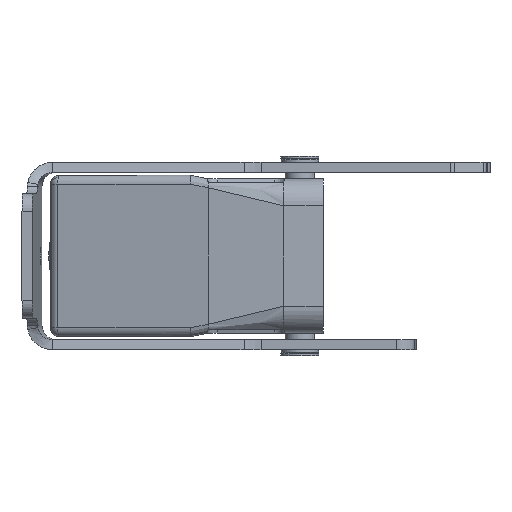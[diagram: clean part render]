
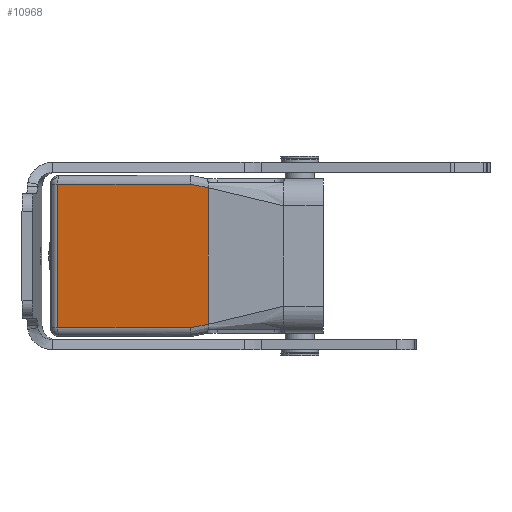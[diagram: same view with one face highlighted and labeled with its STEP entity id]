
A CAD part, left-side view. The second image highlights one B-rep face of the part: STEP entity #10968.
In plain terms, the highlighted planar face has unit normal (-0.982, 0.191, 0).
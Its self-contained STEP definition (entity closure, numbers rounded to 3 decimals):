
#1128=CARTESIAN_POINT('',(-63.811,-7.188,
-19.));
#1226=DIRECTION('',(-0.187,-0.963,0.193));
#1227=VECTOR('',#1226,5.191);
#1228=CARTESIAN_POINT('',(-62.839,-2.187,
-20.));
#1229=LINE('',#1228,#1227);
#1230=DIRECTION('',(0.187,0.963,0.193));
#1231=VECTOR('',#1230,5.191);
#1232=CARTESIAN_POINT('',(-63.811,-7.188,
19.));
#1233=LINE('',#1232,#1231);
#1234=DIRECTION('',(0.,0.,1.));
#1235=VECTOR('',#1234,38.);
#1236=CARTESIAN_POINT('',(-63.811,-7.188,
-19.));
#1237=LINE('',#1236,#1235);
#1277=DIRECTION('',(-0.191,-0.982,0.));
#1278=VECTOR('',#1277,37.669);
#1279=CARTESIAN_POINT('',(-55.652,34.789,20.));
#1280=LINE('',#1279,#1278);
#1281=CARTESIAN_POINT('',(-62.839,-2.187,
20.));
#1309=DIRECTION('',(0.,0.,1.));
#1310=VECTOR('',#1309,40.);
#1311=CARTESIAN_POINT('',(-55.652,34.789,
-20.));
#1312=LINE('',#1311,#1310);
#1343=DIRECTION('',(0.191,0.982,0.));
#1344=VECTOR('',#1343,37.669);
#1345=CARTESIAN_POINT('',(-62.839,-2.187,
-20.));
#1346=LINE('',#1345,#1344);
#8267=CARTESIAN_POINT('',(-55.652,34.789,20.));
#8268=VERTEX_POINT('',#8267);
#8781=CARTESIAN_POINT('',(-63.811,-7.188,
19.));
#8782=VERTEX_POINT('',#8781);
#8930=VERTEX_POINT('',#1128);
#8997=CARTESIAN_POINT('',(-55.652,34.789,
-20.));
#8999=VERTEX_POINT('',#8997);
#9037=VERTEX_POINT('',#1281);
#9052=CARTESIAN_POINT('',(-62.839,-2.187,
-20.));
#9053=VERTEX_POINT('',#9052);
#10950=CARTESIAN_POINT('',(-55.259,36.813,
0.));
#10951=DIRECTION('',(-0.982,0.191,0.));
#10952=DIRECTION('',(-0.191,-0.982,0.));
#10953=AXIS2_PLACEMENT_3D('',#10950,#10951,#10952);
#10954=PLANE('',#10953);
#10956=ORIENTED_EDGE('',*,*,#10955,.F.);
#10957=ORIENTED_EDGE('',*,*,#10939,.F.);
#10959=ORIENTED_EDGE('',*,*,#10958,.T.);
#10961=ORIENTED_EDGE('',*,*,#10960,.T.);
#10963=ORIENTED_EDGE('',*,*,#10962,.T.);
#10965=ORIENTED_EDGE('',*,*,#10964,.F.);
#10966=EDGE_LOOP('',(#10956,#10957,#10959,#10961,#10963,#10965));
#10967=FACE_OUTER_BOUND('',#10966,.F.);
#10939=EDGE_CURVE('',#9053,#8930,#1229,.T.);
#10955=EDGE_CURVE('',#8930,#8782,#1237,.T.);
#10958=EDGE_CURVE('',#9053,#8999,#1346,.T.);
#10960=EDGE_CURVE('',#8999,#8268,#1312,.T.);
#10962=EDGE_CURVE('',#8268,#9037,#1280,.T.);
#10964=EDGE_CURVE('',#8782,#9037,#1233,.T.);
#10968=ADVANCED_FACE('',(#10967),#10954,.T.);
